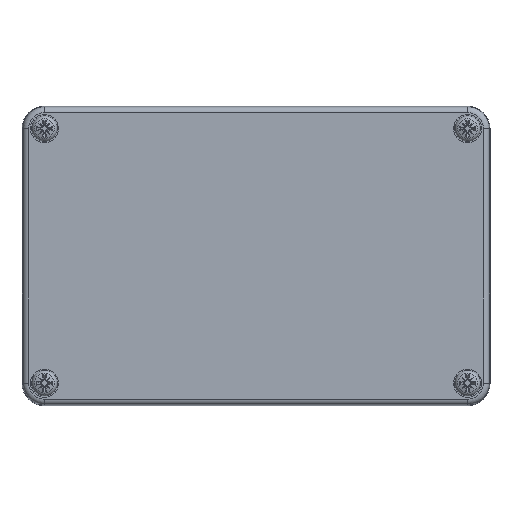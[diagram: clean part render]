
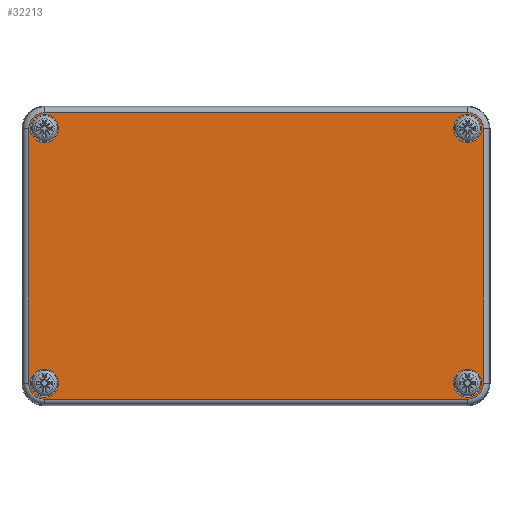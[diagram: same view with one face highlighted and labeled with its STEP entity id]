
A CAD part, top view. The second image highlights one B-rep face of the part: STEP entity #32213.
In plain terms, the highlighted face is planar.
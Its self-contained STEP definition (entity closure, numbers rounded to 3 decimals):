
#31792=CARTESIAN_POINT('',(-60.764,34.0,-15.0));
#31793=VERTEX_POINT('',#31792);
#31801=CARTESIAN_POINT('',(-60.764,-34.,-15.0));
#31802=VERTEX_POINT('',#31801);
#31803=CARTESIAN_POINT('',(-60.764,34.0,-15.0));
#31804=DIRECTION('',(0.0,-1.0,0.0));
#31805=VECTOR('',#31804,68.0);
#31806=LINE('',#31803,#31805);
#31807=EDGE_CURVE('',#31793,#31802,#31806,.T.);
#31832=CARTESIAN_POINT('',(-56.5,-38.264,-15.0));
#31833=VERTEX_POINT('',#31832);
#31851=CARTESIAN_POINT('',(-56.5,-34.0,-15.0));
#31852=DIRECTION('',(0.0,0.0,1.0));
#31853=DIRECTION('',(-0.707,-0.707,0.0));
#31854=AXIS2_PLACEMENT_3D('',#31851,#31852,#31853);
#31855=CIRCLE('',#31854,4.264);
#31856=EDGE_CURVE('',#31802,#31833,#31855,.T.);
#31866=CARTESIAN_POINT('',(56.5,-38.264,-15.0));
#31867=VERTEX_POINT('',#31866);
#31884=CARTESIAN_POINT('',(-56.5,-38.264,-15.0));
#31885=DIRECTION('',(1.0,0.0,0.0));
#31886=VECTOR('',#31885,113.);
#31887=LINE('',#31884,#31886);
#31888=EDGE_CURVE('',#31833,#31867,#31887,.T.);
#31898=CARTESIAN_POINT('',(60.764,-34.,-15.0));
#31899=VERTEX_POINT('',#31898);
#31917=CARTESIAN_POINT('',(56.5,-34.,-15.0));
#31918=DIRECTION('',(0.0,0.0,1.0));
#31919=DIRECTION('',(0.707,-0.707,0.0));
#31920=AXIS2_PLACEMENT_3D('',#31917,#31918,#31919);
#31921=CIRCLE('',#31920,4.264);
#31922=EDGE_CURVE('',#31867,#31899,#31921,.T.);
#31932=CARTESIAN_POINT('',(60.764,34.,-15.0));
#31933=VERTEX_POINT('',#31932);
#31950=CARTESIAN_POINT('',(60.764,-34.,-15.0));
#31951=DIRECTION('',(0.0,1.0,0.0));
#31952=VECTOR('',#31951,68.);
#31953=LINE('',#31950,#31952);
#31954=EDGE_CURVE('',#31899,#31933,#31953,.T.);
#31964=CARTESIAN_POINT('',(56.5,38.264,-15.0));
#31965=VERTEX_POINT('',#31964);
#31983=CARTESIAN_POINT('',(56.5,34.,-15.0));
#31984=DIRECTION('',(0.0,0.0,1.0));
#31985=DIRECTION('',(0.707,0.707,0.0));
#31986=AXIS2_PLACEMENT_3D('',#31983,#31984,#31985);
#31987=CIRCLE('',#31986,4.264);
#31988=EDGE_CURVE('',#31933,#31965,#31987,.T.);
#31998=CARTESIAN_POINT('',(-56.5,38.264,-15.0));
#31999=VERTEX_POINT('',#31998);
#32016=CARTESIAN_POINT('',(56.5,38.264,-15.0));
#32017=DIRECTION('',(-1.0,0.0,0.0));
#32018=VECTOR('',#32017,113.0);
#32019=LINE('',#32016,#32018);
#32020=EDGE_CURVE('',#31965,#31999,#32019,.T.);
#32039=CARTESIAN_POINT('',(-56.5,34.0,-15.0));
#32040=DIRECTION('',(0.0,0.0,1.0));
#32041=DIRECTION('',(-0.707,0.707,0.0));
#32042=AXIS2_PLACEMENT_3D('',#32039,#32040,#32041);
#32043=CIRCLE('',#32042,4.264);
#32044=EDGE_CURVE('',#31999,#31793,#32043,.T.);
#32154=CARTESIAN_POINT('',(0.,0.,-15.0));
#32155=DIRECTION('',(0.0,0.0,1.0));
#32156=DIRECTION('',(1.0,0.0,0.0));
#32157=AXIS2_PLACEMENT_3D('',#32154,#32155,#32156);
#32158=PLANE('',#32157);
#32159=ORIENTED_EDGE('',*,*,#31807,.F.);
#32160=ORIENTED_EDGE('',*,*,#32044,.F.);
#32161=ORIENTED_EDGE('',*,*,#32020,.F.);
#32162=ORIENTED_EDGE('',*,*,#31988,.F.);
#32163=ORIENTED_EDGE('',*,*,#31954,.F.);
#32164=ORIENTED_EDGE('',*,*,#31922,.F.);
#32165=ORIENTED_EDGE('',*,*,#31888,.F.);
#32166=ORIENTED_EDGE('',*,*,#31856,.F.);
#32167=EDGE_LOOP('',(#32159,#32160,#32161,#32162,#32163,#32164,#32165,#32166));
#32168=FACE_OUTER_BOUND('',#32167,.T.);
#32169=CARTESIAN_POINT('',(52.75,34.,-15.0));
#32170=VERTEX_POINT('',#32169);
#32171=CARTESIAN_POINT('',(56.5,34.,-15.0));
#32172=DIRECTION('',(0.0,0.0,1.0));
#32173=DIRECTION('',(1.0,0.0,0.0));
#32174=AXIS2_PLACEMENT_3D('',#32171,#32172,#32173);
#32175=CIRCLE('',#32174,3.75);
#32176=EDGE_CURVE('',#32170,#32170,#32175,.T.);
#32177=ORIENTED_EDGE('',*,*,#32176,.T.);
#32178=EDGE_LOOP('',(#32177));
#32179=FACE_BOUND('',#32178,.T.);
#32180=CARTESIAN_POINT('',(52.75,-34.,-15.0));
#32181=VERTEX_POINT('',#32180);
#32182=CARTESIAN_POINT('',(56.5,-34.,-15.0));
#32183=DIRECTION('',(0.0,0.0,1.0));
#32184=DIRECTION('',(1.0,0.0,0.0));
#32185=AXIS2_PLACEMENT_3D('',#32182,#32183,#32184);
#32186=CIRCLE('',#32185,3.75);
#32187=EDGE_CURVE('',#32181,#32181,#32186,.T.);
#32188=ORIENTED_EDGE('',*,*,#32187,.T.);
#32189=EDGE_LOOP('',(#32188));
#32190=FACE_BOUND('',#32189,.T.);
#32191=CARTESIAN_POINT('',(-60.25,-34.0,-15.0));
#32192=VERTEX_POINT('',#32191);
#32193=CARTESIAN_POINT('',(-56.5,-34.0,-15.0));
#32194=DIRECTION('',(0.0,0.0,1.0));
#32195=DIRECTION('',(1.0,0.0,0.0));
#32196=AXIS2_PLACEMENT_3D('',#32193,#32194,#32195);
#32197=CIRCLE('',#32196,3.75);
#32198=EDGE_CURVE('',#32192,#32192,#32197,.T.);
#32199=ORIENTED_EDGE('',*,*,#32198,.T.);
#32200=EDGE_LOOP('',(#32199));
#32201=FACE_BOUND('',#32200,.T.);
#32202=CARTESIAN_POINT('',(-60.25,34.0,-15.0));
#32203=VERTEX_POINT('',#32202);
#32204=CARTESIAN_POINT('',(-56.5,34.0,-15.0));
#32205=DIRECTION('',(0.0,0.0,1.0));
#32206=DIRECTION('',(1.0,0.0,0.0));
#32207=AXIS2_PLACEMENT_3D('',#32204,#32205,#32206);
#32208=CIRCLE('',#32207,3.75);
#32209=EDGE_CURVE('',#32203,#32203,#32208,.T.);
#32210=ORIENTED_EDGE('',*,*,#32209,.T.);
#32211=EDGE_LOOP('',(#32210));
#32212=FACE_BOUND('',#32211,.T.);
#32213=ADVANCED_FACE('',(#32168,#32179,#32190,#32201,#32212),#32158,.F.);
